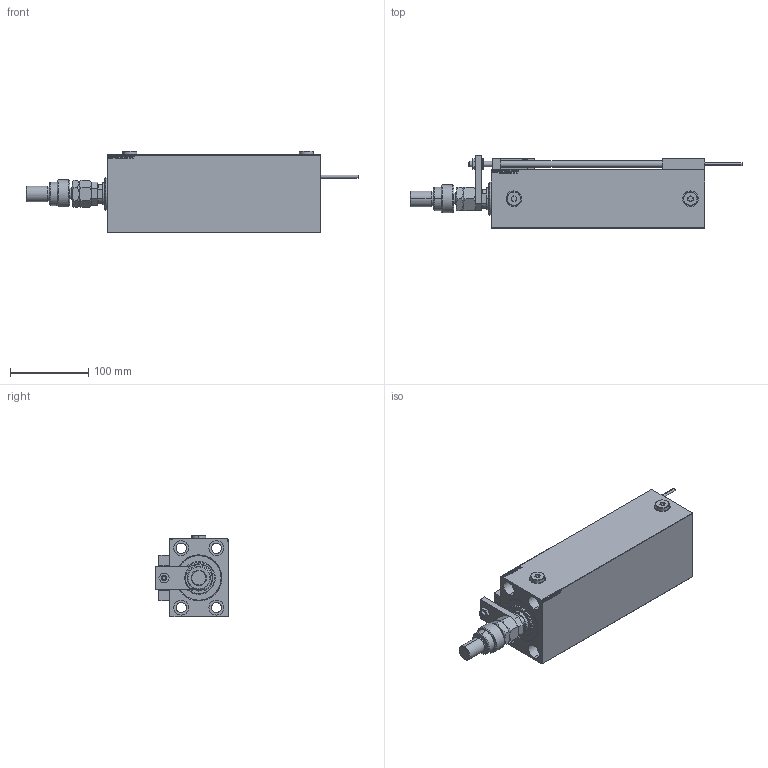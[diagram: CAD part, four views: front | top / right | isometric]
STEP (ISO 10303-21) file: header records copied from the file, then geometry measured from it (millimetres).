
FILE_DESCRIPTION (( 'STEP AP203' ), '1' );
FILE_NAME ('7940.STEP', '2024-02-12T23:05:24', ( '' ), ( '' ), 'SwSTEP 2.0', 'SolidWorks 2019', '' );
FILE_SCHEMA (( 'CONFIG_CONTROL_DESIGN' ));
Length unit declared in the file: millimetre
Products named in the file (19): ALLEN BOLT D5 5a156fb4b5a7e7ddc2019d6080c3c457; MFA 5a156fb4b5a7e7ddc2019d6080c3c457; V450CM_C_Body 5a156fb4b5a7e7ddc2019d6080c3c457; MAGNET 5a156fb4b5a7e7ddc2019d6080c3c457; V450CM_VC_B 5a156fb4b5a7e7ddc2019d6080c3c457; ALLEN BOLT D8 5a156fb4b5a7e7ddc2019d6080c3c457; Block 5a156fb4b5a7e7ddc2019d6080c3c457; TYC_L79 5a156fb4b5a7e7ddc2019d6080c3c457; ZARAZKA 5a156fb4b5a7e7ddc2019d6080c3c457; SWITCH DIM B,W 5a156fb4b5a7e7ddc2019d6080c3c457; SWITCH_X_FRONT_BACK 5a156fb4b5a7e7ddc2019d6080c3c457; KONCOVKA 5a156fb4b5a7e7ddc2019d6080c3c457; V450CM_C_VCP 5a156fb4b5a7e7ddc2019d6080c3c457; NUT_D12 5a156fb4b5a7e7ddc2019d6080c3c457; X_Y_DFA 5a156fb4b5a7e7ddc2019d6080c3c457; 7940; FEMALE_PART_FOR_DFA 5a156fb4b5a7e7ddc2019d6080c3c457; Zatka_OIL_PORT 5a156fb4b5a7e7ddc2019d6080c3c457; SWITCH X 5a156fb4b5a7e7ddc2019d6080c3c457
Assembly tree (29 placements, depth 3):
  7940
    V450CM_C_Body 5a156fb4b5a7e7ddc2019d6080c3c457
    SWITCH X 5a156fb4b5a7e7ddc2019d6080c3c457
      SWITCH_X_FRONT_BACK 5a156fb4b5a7e7ddc2019d6080c3c457  x2
      TYC_L79 5a156fb4b5a7e7ddc2019d6080c3c457
      Block 5a156fb4b5a7e7ddc2019d6080c3c457  x2
      ALLEN BOLT D5 5a156fb4b5a7e7ddc2019d6080c3c457  x4
      ALLEN BOLT D8 5a156fb4b5a7e7ddc2019d6080c3c457  x4
      MAGNET 5a156fb4b5a7e7ddc2019d6080c3c457  x2
      KONCOVKA 5a156fb4b5a7e7ddc2019d6080c3c457  x2
    NUT_D12 5a156fb4b5a7e7ddc2019d6080c3c457
    SWITCH DIM B,W 5a156fb4b5a7e7ddc2019d6080c3c457
    ZARAZKA 5a156fb4b5a7e7ddc2019d6080c3c457
    V450CM_C_VCP 5a156fb4b5a7e7ddc2019d6080c3c457
    V450CM_VC_B 5a156fb4b5a7e7ddc2019d6080c3c457
    X_Y_DFA 5a156fb4b5a7e7ddc2019d6080c3c457
      FEMALE_PART_FOR_DFA 5a156fb4b5a7e7ddc2019d6080c3c457
      MFA 5a156fb4b5a7e7ddc2019d6080c3c457
    Zatka_OIL_PORT 5a156fb4b5a7e7ddc2019d6080c3c457  x2
Bounding box: 425 x 92.5 x 104.9 mm (x, y, z)
Volume: 1726045.8 mm3; surface area: 285387 mm2
Topology: 27 solids, 27 shells, 1424 faces, 3376 edges, 2143 vertices
Faces by surface type: plane 623, bspline 380, cylinder 219, cone 150, torus 48, sphere 4
Entity records: 54453 total; most frequent: CARTESIAN_POINT 27081, ORIENTED_EDGE 5692, DIRECTION 4026, EDGE_CURVE 2846, VERTEX_POINT 1843, VECTOR 1594, LINE 1594, EDGE_LOOP 1327
